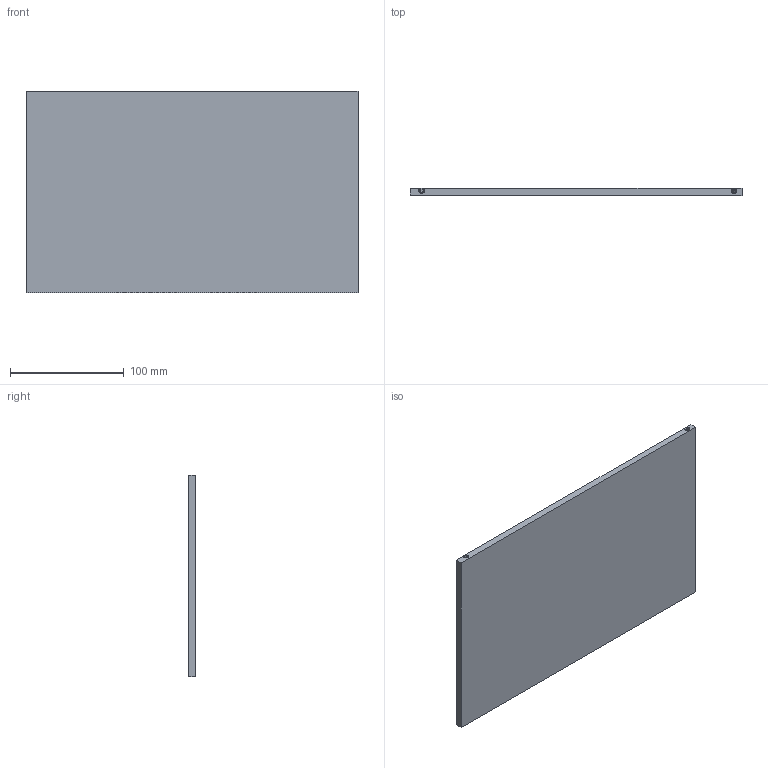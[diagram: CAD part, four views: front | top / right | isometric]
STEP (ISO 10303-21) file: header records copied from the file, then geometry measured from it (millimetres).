
FILE_DESCRIPTION (( 'STEP AP214' ), '1' );
FILE_NAME ('seriesColdPlateStep.STEP', '2024-08-30T01:31:23', ( '' ), ( '' ), 'SwSTEP 2.0', 'SolidWorks 2024', '' );
FILE_SCHEMA (( 'AUTOMOTIVE_DESIGN' ));
Length unit declared in the file: inch
Products named in the file (1): seriesColdPlateStep
Bounding box: 292.1 x 6 x 177.5 mm (x, y, z)
Volume: 297482 mm3; surface area: 180832.4 mm2
Topology: 2 solids, 2 shells, 361 faces, 785 edges, 428 vertices
Faces by surface type: cylinder 168, plane 127, torus 66
Entity records: 9662 total; most frequent: DIRECTION 1878, CARTESIAN_POINT 1575, ORIENTED_EDGE 1570, EDGE_CURVE 785, AXIS2_PLACEMENT_3D 731, VERTEX_POINT 428, LINE 416, VECTOR 416
